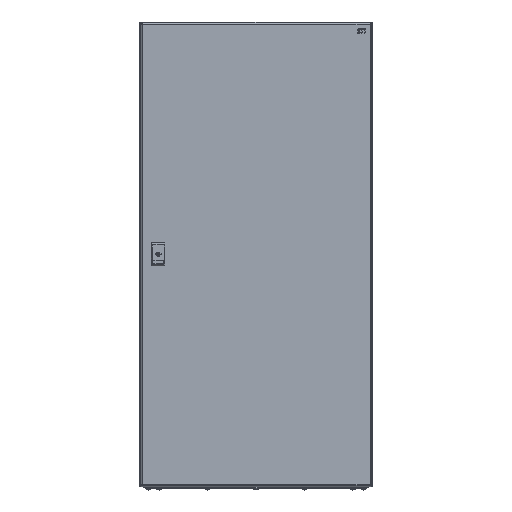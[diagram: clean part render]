
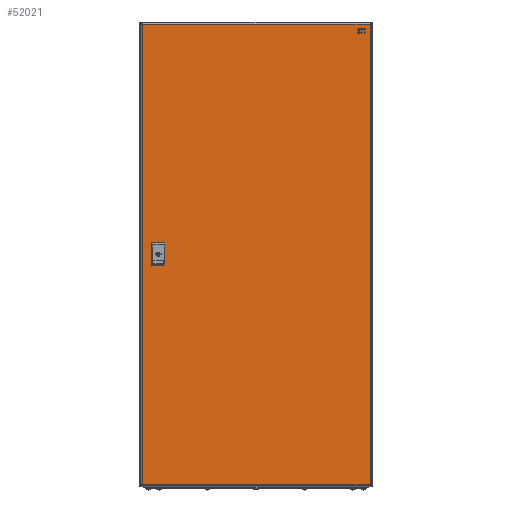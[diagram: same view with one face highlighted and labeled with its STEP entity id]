
A CAD part, front view. The second image highlights one B-rep face of the part: STEP entity #52021.
In plain terms, the highlighted face is planar.
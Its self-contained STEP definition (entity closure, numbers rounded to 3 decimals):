
#51409=DIRECTION('',(0.,1.,0.));
#51410=VECTOR('',#51409,588.4);
#51411=CARTESIAN_POINT('',(-594.5,-294.2,0.));
#51412=LINE('',#51411,#51410);
#51454=DIRECTION('',(1.,0.,0.));
#51455=VECTOR('',#51454,1189.);
#51456=CARTESIAN_POINT('',(-594.5,294.2,0.));
#51457=LINE('',#51456,#51455);
#51608=DIRECTION('',(0.,-1.,0.));
#51609=VECTOR('',#51608,588.4);
#51610=CARTESIAN_POINT('',(594.5,294.2,0.));
#51611=LINE('',#51610,#51609);
#51646=DIRECTION('',(-1.,0.,0.));
#51647=VECTOR('',#51646,1189.);
#51648=CARTESIAN_POINT('',(594.5,-294.2,0.));
#51649=LINE('',#51648,#51647);
#51868=DIRECTION('',(0.,1.,0.));
#51869=VECTOR('',#51868,25.);
#51870=CARTESIAN_POINT('',(25.,-265.5,0.));
#51871=LINE('',#51870,#51869);
#51882=DIRECTION('',(1.,0.,0.));
#51883=VECTOR('',#51882,50.);
#51884=CARTESIAN_POINT('',(-25.,-265.5,0.));
#51885=LINE('',#51884,#51883);
#51896=DIRECTION('',(0.,-1.,0.));
#51897=VECTOR('',#51896,25.);
#51898=CARTESIAN_POINT('',(-25.,-240.5,0.));
#51899=LINE('',#51898,#51897);
#51910=DIRECTION('',(-1.,0.,0.));
#51911=VECTOR('',#51910,50.);
#51912=CARTESIAN_POINT('',(25.,-240.5,0.));
#51913=LINE('',#51912,#51911);
#51917=CARTESIAN_POINT('',(-594.5,-294.2,0.));
#51918=CARTESIAN_POINT('',(-594.5,294.2,0.));
#51919=VERTEX_POINT('',#51917);
#51920=VERTEX_POINT('',#51918);
#51921=CARTESIAN_POINT('',(594.5,-294.2,0.));
#51922=VERTEX_POINT('',#51921);
#51923=CARTESIAN_POINT('',(594.5,294.2,0.));
#51924=VERTEX_POINT('',#51923);
#51925=CARTESIAN_POINT('',(-25.,-265.5,0.));
#51926=CARTESIAN_POINT('',(25.,-265.5,0.));
#51927=VERTEX_POINT('',#51925);
#51928=VERTEX_POINT('',#51926);
#51929=CARTESIAN_POINT('',(-25.,-240.5,0.));
#51930=VERTEX_POINT('',#51929);
#51931=CARTESIAN_POINT('',(25.,-240.5,0.));
#51932=VERTEX_POINT('',#51931);
#51996=CARTESIAN_POINT('',(0.,0.,0.));
#51997=DIRECTION('',(0.,0.,-1.));
#51998=DIRECTION('',(-1.,0.,0.));
#51999=AXIS2_PLACEMENT_3D('',#51996,#51997,#51998);
#52000=PLANE('',#51999);
#52002=ORIENTED_EDGE('',*,*,#52001,.F.);
#52004=ORIENTED_EDGE('',*,*,#52003,.F.);
#52006=ORIENTED_EDGE('',*,*,#52005,.F.);
#52008=ORIENTED_EDGE('',*,*,#52007,.F.);
#52009=EDGE_LOOP('',(#52002,#52004,#52006,#52008));
#52010=FACE_OUTER_BOUND('',#52009,.F.);
#52012=ORIENTED_EDGE('',*,*,#52011,.F.);
#52014=ORIENTED_EDGE('',*,*,#52013,.F.);
#52016=ORIENTED_EDGE('',*,*,#52015,.F.);
#52018=ORIENTED_EDGE('',*,*,#52017,.F.);
#52019=EDGE_LOOP('',(#52012,#52014,#52016,#52018));
#52020=FACE_BOUND('',#52019,.F.);
#52001=EDGE_CURVE('',#51919,#51920,#51412,.T.);
#52003=EDGE_CURVE('',#51922,#51919,#51649,.T.);
#52005=EDGE_CURVE('',#51924,#51922,#51611,.T.);
#52007=EDGE_CURVE('',#51920,#51924,#51457,.T.);
#52011=EDGE_CURVE('',#51927,#51928,#51885,.T.);
#52013=EDGE_CURVE('',#51930,#51927,#51899,.T.);
#52015=EDGE_CURVE('',#51932,#51930,#51913,.T.);
#52017=EDGE_CURVE('',#51928,#51932,#51871,.T.);
#52021=ADVANCED_FACE('',(#52010,#52020),#52000,.T.);
